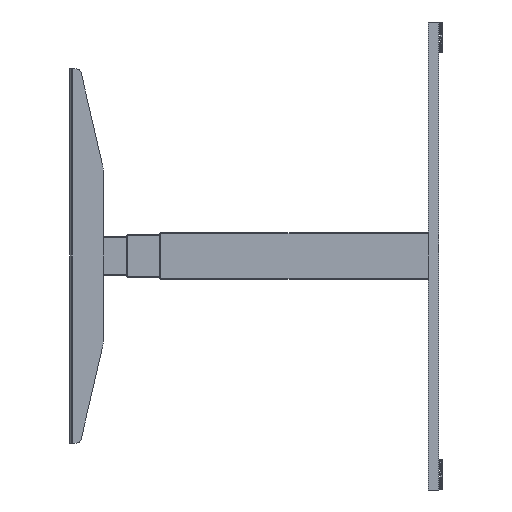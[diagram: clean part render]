
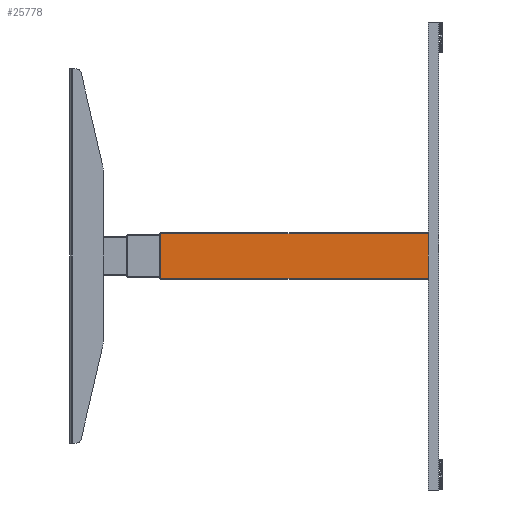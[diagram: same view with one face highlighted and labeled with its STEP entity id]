
A CAD part, left-side view. The second image highlights one B-rep face of the part: STEP entity #25778.
In plain terms, the highlighted planar face has unit normal (-1, 0, 0).
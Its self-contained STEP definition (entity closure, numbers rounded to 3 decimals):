
#4376 = CARTESIAN_POINT ( 'NONE',  ( -591., 541., 42.5 ) ) ;
#7947 = DIRECTION ( 'NONE',  ( 1., 0., 0. ) ) ;
#10478 = VERTEX_POINT ( 'NONE', #40765 ) ;
#10641 = DIRECTION ( 'NONE',  ( 0., 1., 0. ) ) ;
#13048 = DIRECTION ( 'NONE',  ( 0., 0., -1. ) ) ;
#14521 = DIRECTION ( 'NONE',  ( 0., 1., 0. ) ) ;
#18446 = CARTESIAN_POINT ( 'NONE',  ( -591., 27., -42.5 ) ) ;
#20752 = FACE_OUTER_BOUND ( 'NONE', #37324, .T. ) ;
#22833 = EDGE_CURVE ( 'NONE', #39332, #64160, #48634, .T. ) ;
#23069 = LINE ( 'NONE', #18446, #24676 ) ;
#24676 = VECTOR ( 'NONE', #48666, 1000. ) ;
#25778 = ADVANCED_FACE ( 'NONE', ( #20752 ), #63636, .F. ) ;
#28058 = ORIENTED_EDGE ( 'NONE', *, *, #44598, .T. ) ;
#28068 = CARTESIAN_POINT ( 'NONE',  ( -591., 27., -42.5 ) ) ;
#29183 = VERTEX_POINT ( 'NONE', #28068 ) ;
#33157 = ORIENTED_EDGE ( 'NONE', *, *, #43464, .F. ) ;
#33366 = CARTESIAN_POINT ( 'NONE',  ( -591., 27., 42.5 ) ) ;
#33968 = DIRECTION ( 'NONE',  ( 0., 0., -1. ) ) ;
#36415 = EDGE_CURVE ( 'NONE', #39332, #29183, #23069, .T. ) ;
#37324 = EDGE_LOOP ( 'NONE', ( #28058, #33157, #63783, #59777 ) ) ;
#38418 = CARTESIAN_POINT ( 'NONE',  ( -591., 27., -42.5 ) ) ;
#39332 = VERTEX_POINT ( 'NONE', #33366 ) ;
#39835 = LINE ( 'NONE', #61264, #47762 ) ;
#40765 = CARTESIAN_POINT ( 'NONE',  ( -591., 541., -42.5 ) ) ;
#43464 = EDGE_CURVE ( 'NONE', #29183, #10478, #39835, .T. ) ;
#43499 = AXIS2_PLACEMENT_3D ( 'NONE', #38418, #7947, #13048 ) ;
#44598 = EDGE_CURVE ( 'NONE', #64160, #10478, #55521, .T. ) ;
#47716 = CARTESIAN_POINT ( 'NONE',  ( -591., 541., -42.5 ) ) ;
#47762 = VECTOR ( 'NONE', #10641, 1000. ) ;
#48634 = LINE ( 'NONE', #54955, #55738 ) ;
#48666 = DIRECTION ( 'NONE',  ( 0., 0., -1. ) ) ;
#54955 = CARTESIAN_POINT ( 'NONE',  ( -591., 27., 42.5 ) ) ;
#55521 = LINE ( 'NONE', #47716, #60285 ) ;
#55738 = VECTOR ( 'NONE', #14521, 1000. ) ;
#59777 = ORIENTED_EDGE ( 'NONE', *, *, #22833, .T. ) ;
#60285 = VECTOR ( 'NONE', #33968, 1000. ) ;
#61264 = CARTESIAN_POINT ( 'NONE',  ( -591., 27., -42.5 ) ) ;
#63636 = PLANE ( 'NONE',  #43499 ) ;
#63783 = ORIENTED_EDGE ( 'NONE', *, *, #36415, .F. ) ;
#64160 = VERTEX_POINT ( 'NONE', #4376 ) ;
